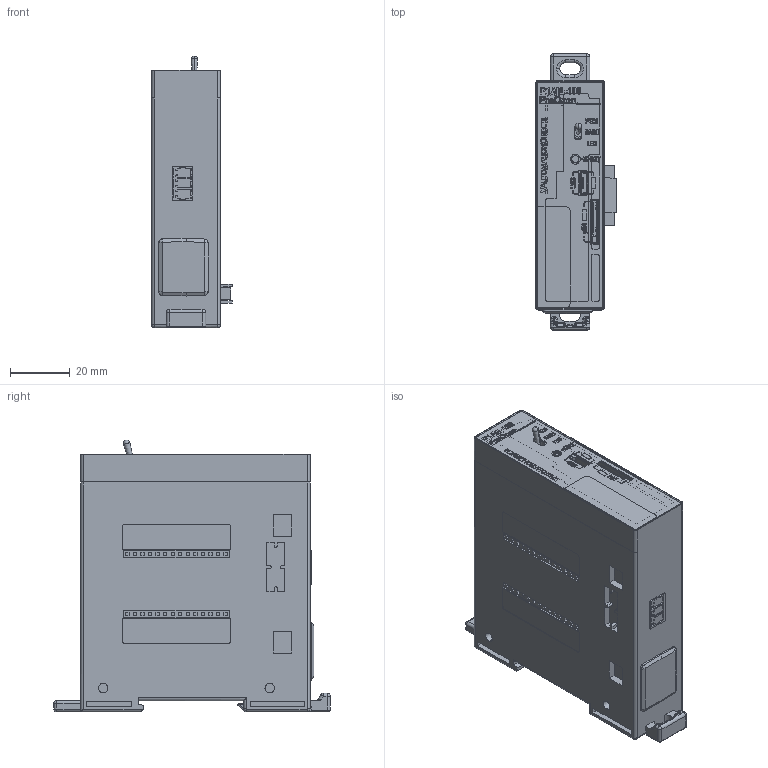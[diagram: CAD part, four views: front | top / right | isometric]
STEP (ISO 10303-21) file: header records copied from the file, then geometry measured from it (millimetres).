
FILE_DESCRIPTION (( 'STEP AP214' ), '1' );
FILE_NAME ('P1AM-100 Br1 Coordfix n Mergw sketches 2c EXT1 comb1.STEP', '2020-01-22T00:19:45', ( '' ), ( '' ), 'SwSTEP 2.0', 'SolidWorks 2017', '' );
FILE_SCHEMA (( 'AUTOMOTIVE_DESIGN' ));
Length unit declared in the file: millimetre
Products named in the file (1): P1AM-100 Br1 Coordfix n Mergw sketches 2c EXT1 comb1
Bounding box: 27.06 x 92.75 x 91.25 mm (x, y, z)
Volume: 138594.9 mm3; surface area: 32367.8 mm2
Topology: 4 solids, 4 shells, 3718 faces, 10151 edges, 6625 vertices
Faces by surface type: plane 2495, bspline 593, cylinder 557, torus 29, sphere 27, cone 17
Entity records: 151069 total; most frequent: CARTESIAN_POINT 48760, ORIENTED_EDGE 20258, DIRECTION 16095, EDGE_CURVE 10129, LINE 7601, VECTOR 7601, VERTEX_POINT 6621, AXIS2_PLACEMENT_3D 4247
